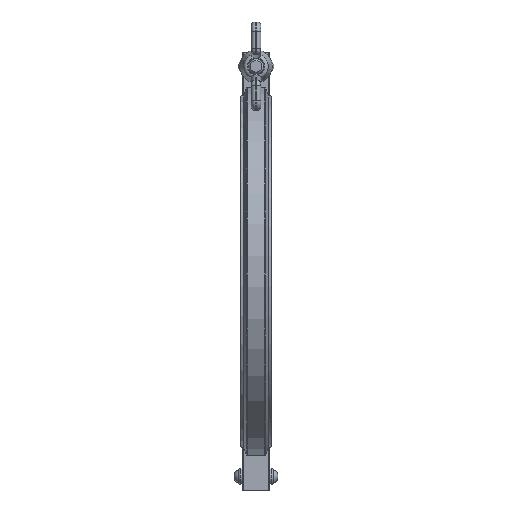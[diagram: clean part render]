
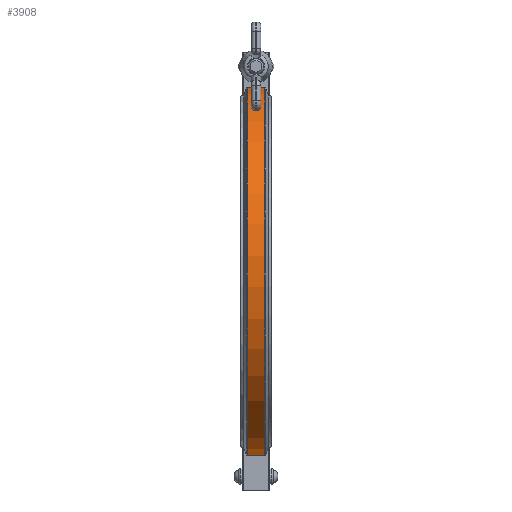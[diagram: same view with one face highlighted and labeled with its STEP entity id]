
A CAD part, front view. The second image highlights one B-rep face of the part: STEP entity #3908.
In plain terms, the highlighted cylindrical face has radius 95.5 mm (diameter 191 mm), a partial arc.
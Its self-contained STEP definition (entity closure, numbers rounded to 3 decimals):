
#3764=CARTESIAN_POINT('',(4.55,10.0,94.975));
#3765=VERTEX_POINT('',#3764);
#3782=CARTESIAN_POINT('',(-4.55,10.0,94.975));
#3783=VERTEX_POINT('',#3782);
#3784=CARTESIAN_POINT('',(-4.55,10.0,94.975));
#3785=DIRECTION('',(1.0,0.0,0.0));
#3786=VECTOR('',#3785,9.101);
#3787=LINE('',#3784,#3786);
#3788=EDGE_CURVE('',#3783,#3765,#3787,.T.);
#3848=CARTESIAN_POINT('',(4.55,10.0,-94.975));
#3849=VERTEX_POINT('',#3848);
#3866=CARTESIAN_POINT('',(4.55,0.0,0.0));
#3867=DIRECTION('',(1.0,0.0,0.0));
#3868=DIRECTION('',(0.0,1.0,0.0));
#3869=AXIS2_PLACEMENT_3D('',#3866,#3867,#3868);
#3870=CIRCLE('',#3869,95.5);
#3871=EDGE_CURVE('',#3849,#3765,#3870,.T.);
#3884=CARTESIAN_POINT('',(0.0,0.0,0.0));
#3885=DIRECTION('',(1.0,0.0,0.0));
#3886=DIRECTION('',(0.0,0.021,-1.));
#3887=AXIS2_PLACEMENT_3D('',#3884,#3885,#3886);
#3888=CYLINDRICAL_SURFACE('',#3887,95.5);
#3889=ORIENTED_EDGE('',*,*,#3871,.F.);
#3890=CARTESIAN_POINT('',(-4.55,10.0,-94.975));
#3891=VERTEX_POINT('',#3890);
#3892=CARTESIAN_POINT('',(4.55,10.0,-94.975));
#3893=DIRECTION('',(-1.0,0.0,0.0));
#3894=VECTOR('',#3893,9.101);
#3895=LINE('',#3892,#3894);
#3896=EDGE_CURVE('',#3849,#3891,#3895,.T.);
#3897=ORIENTED_EDGE('',*,*,#3896,.T.);
#3898=CARTESIAN_POINT('',(-4.55,0.0,0.0));
#3899=DIRECTION('',(-1.0,0.0,0.0));
#3900=DIRECTION('',(0.0,1.0,0.0));
#3901=AXIS2_PLACEMENT_3D('',#3898,#3899,#3900);
#3902=CIRCLE('',#3901,95.5);
#3903=EDGE_CURVE('',#3783,#3891,#3902,.T.);
#3904=ORIENTED_EDGE('',*,*,#3903,.F.);
#3905=ORIENTED_EDGE('',*,*,#3788,.T.);
#3906=EDGE_LOOP('',(#3889,#3897,#3904,#3905));
#3907=FACE_OUTER_BOUND('',#3906,.T.);
#3908=ADVANCED_FACE('',(#3907),#3888,.T.);
